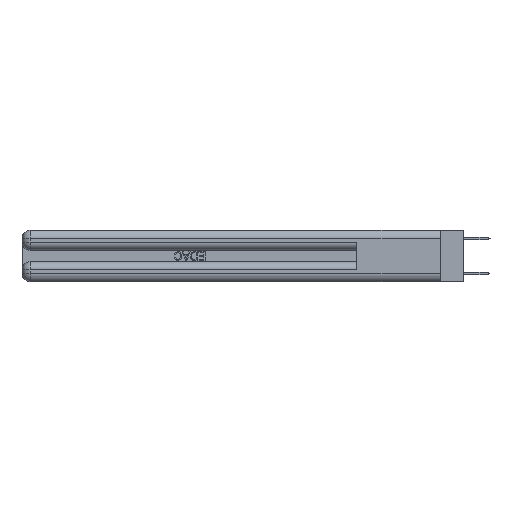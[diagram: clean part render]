
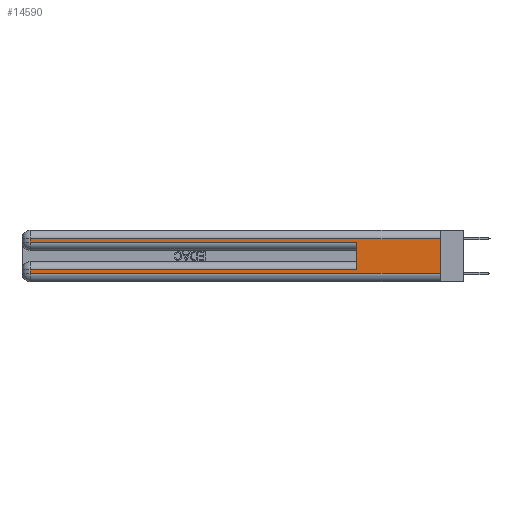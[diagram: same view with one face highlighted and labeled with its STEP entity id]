
A CAD part, left-side view. The second image highlights one B-rep face of the part: STEP entity #14590.
In plain terms, the highlighted planar face has unit normal (-1, 0, 0).
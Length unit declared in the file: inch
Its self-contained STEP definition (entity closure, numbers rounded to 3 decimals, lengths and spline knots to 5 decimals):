
#28 = VERTEX_POINT ( 'NONE', #737 ) ;
#711 = DIRECTION ( 'NONE',  ( 0., -1., 0. ) ) ;
#737 = CARTESIAN_POINT ( 'NONE',  ( 0., 0., 0.31 ) ) ;
#1379 = EDGE_CURVE ( 'NONE', #22633, #11302, #10243, .T. ) ;
#1720 = VECTOR ( 'NONE', #30554, 39.37008 ) ;
#1851 = VERTEX_POINT ( 'NONE', #13337 ) ;
#2095 = EDGE_CURVE ( 'NONE', #34005, #11302, #8925, .T. ) ;
#2605 = VECTOR ( 'NONE', #3457, 39.37008 ) ;
#3457 = DIRECTION ( 'NONE',  ( 0., 0., 1. ) ) ;
#3539 = EDGE_CURVE ( 'NONE', #10136, #18504, #27235, .T. ) ;
#3915 = LINE ( 'NONE', #26623, #24472 ) ;
#3921 = CARTESIAN_POINT ( 'NONE',  ( 0., 0., 0.37 ) ) ;
#4041 = DIRECTION ( 'NONE',  ( 0., 0., -1. ) ) ;
#4264 = EDGE_CURVE ( 'NONE', #1851, #22633, #26786, .T. ) ;
#4988 = CARTESIAN_POINT ( 'NONE',  ( 0., 0.6, 0.285 ) ) ;
#5111 = VECTOR ( 'NONE', #28720, 39.37008 ) ;
#5572 = LINE ( 'NONE', #32647, #19870 ) ;
#8541 = ORIENTED_EDGE ( 'NONE', *, *, #28554, .T. ) ;
#8925 = LINE ( 'NONE', #22265, #2605 ) ;
#9562 = EDGE_CURVE ( 'NONE', #18504, #26740, #32626, .T. ) ;
#10136 = VERTEX_POINT ( 'NONE', #18786 ) ;
#10243 = LINE ( 'NONE', #24945, #30631 ) ;
#11302 = VERTEX_POINT ( 'NONE', #4988 ) ;
#11950 = CARTESIAN_POINT ( 'NONE',  ( 0., 0., 0.31 ) ) ;
#13337 = CARTESIAN_POINT ( 'NONE',  ( 0., 2.94, 0.31 ) ) ;
#14030 = CARTESIAN_POINT ( 'NONE',  ( 0., 0., 0.06 ) ) ;
#14077 = DIRECTION ( 'NONE',  ( 0., 1., 0. ) ) ;
#14193 = EDGE_CURVE ( 'NONE', #28, #26740, #3915, .T. ) ;
#14378 = FACE_OUTER_BOUND ( 'NONE', #24824, .T. ) ;
#14590 = ADVANCED_FACE ( 'NONE', ( #14378 ), #17431, .F. ) ;
#16713 = ORIENTED_EDGE ( 'NONE', *, *, #2095, .F. ) ;
#16854 = LINE ( 'NONE', #11950, #1720 ) ;
#17431 = PLANE ( 'NONE',  #19863 ) ;
#18504 = VERTEX_POINT ( 'NONE', #19474 ) ;
#18591 = VECTOR ( 'NONE', #711, 39.37008 ) ;
#18786 = CARTESIAN_POINT ( 'NONE',  ( 0., 2.94, 0.085 ) ) ;
#18864 = ORIENTED_EDGE ( 'NONE', *, *, #4264, .T. ) ;
#19474 = CARTESIAN_POINT ( 'NONE',  ( 0., 2.94, 0.06 ) ) ;
#19752 = EDGE_CURVE ( 'NONE', #28, #1851, #16854, .T. ) ;
#19756 = VECTOR ( 'NONE', #23982, 39.37008 ) ;
#19863 = AXIS2_PLACEMENT_3D ( 'NONE', #3921, #20145, #4041 ) ;
#19870 = VECTOR ( 'NONE', #14077, 39.37008 ) ;
#19927 = ORIENTED_EDGE ( 'NONE', *, *, #19752, .T. ) ;
#20145 = DIRECTION ( 'NONE',  ( 1., 0., 0. ) ) ;
#21306 = CARTESIAN_POINT ( 'NONE',  ( 0., 2.94, 0.37 ) ) ;
#22265 = CARTESIAN_POINT ( 'NONE',  ( 0., 0.6, 0.145 ) ) ;
#22633 = VERTEX_POINT ( 'NONE', #31214 ) ;
#23754 = ORIENTED_EDGE ( 'NONE', *, *, #14193, .F. ) ;
#23982 = DIRECTION ( 'NONE',  ( 0., 0., -1. ) ) ;
#24472 = VECTOR ( 'NONE', #29271, 39.37008 ) ;
#24824 = EDGE_LOOP ( 'NONE', ( #23754, #19927, #18864, #29781, #16713, #8541, #32827, #30174 ) ) ;
#24945 = CARTESIAN_POINT ( 'NONE',  ( 0., 0., 0.285 ) ) ;
#26623 = CARTESIAN_POINT ( 'NONE',  ( 0., 0., 0.37 ) ) ;
#26740 = VERTEX_POINT ( 'NONE', #14030 ) ;
#26786 = LINE ( 'NONE', #21306, #19756 ) ;
#27235 = LINE ( 'NONE', #33843, #5111 ) ;
#28554 = EDGE_CURVE ( 'NONE', #34005, #10136, #5572, .T. ) ;
#28720 = DIRECTION ( 'NONE',  ( 0., 0., -1. ) ) ;
#29271 = DIRECTION ( 'NONE',  ( 0., 0., -1. ) ) ;
#29781 = ORIENTED_EDGE ( 'NONE', *, *, #1379, .T. ) ;
#30174 = ORIENTED_EDGE ( 'NONE', *, *, #9562, .T. ) ;
#30554 = DIRECTION ( 'NONE',  ( 0., 1., 0. ) ) ;
#30631 = VECTOR ( 'NONE', #32847, 39.37008 ) ;
#31214 = CARTESIAN_POINT ( 'NONE',  ( 0., 2.94, 0.285 ) ) ;
#32626 = LINE ( 'NONE', #32658, #18591 ) ;
#32647 = CARTESIAN_POINT ( 'NONE',  ( 0., 0., 0.085 ) ) ;
#32658 = CARTESIAN_POINT ( 'NONE',  ( 0., 0., 0.06 ) ) ;
#32827 = ORIENTED_EDGE ( 'NONE', *, *, #3539, .T. ) ;
#32847 = DIRECTION ( 'NONE',  ( 0., -1., 0. ) ) ;
#33843 = CARTESIAN_POINT ( 'NONE',  ( 0., 2.94, 0.37 ) ) ;
#34005 = VERTEX_POINT ( 'NONE', #34412 ) ;
#34412 = CARTESIAN_POINT ( 'NONE',  ( 0., 0.6, 0.085 ) ) ;
